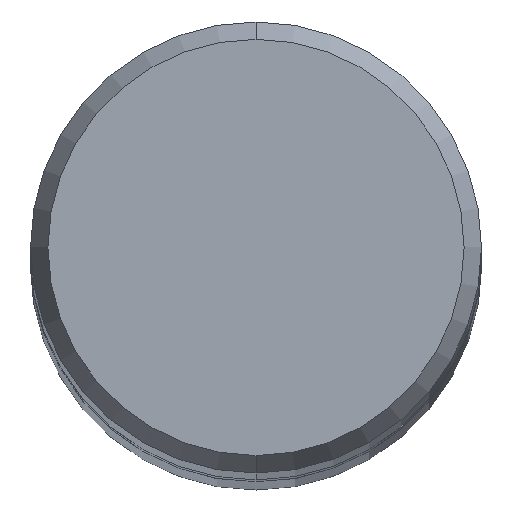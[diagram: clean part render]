
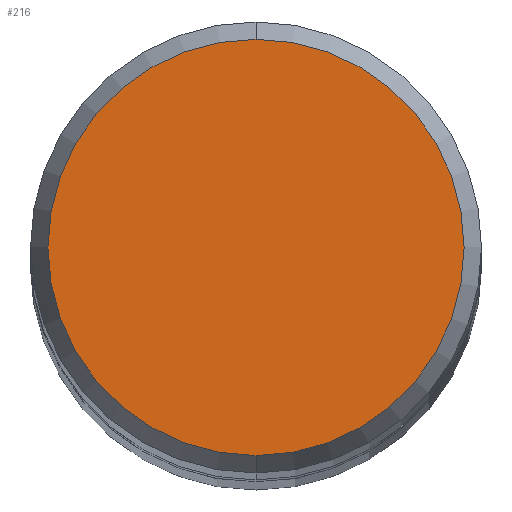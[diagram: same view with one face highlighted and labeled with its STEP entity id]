
A CAD part, top view. The second image highlights one B-rep face of the part: STEP entity #216.
In plain terms, the highlighted planar face has unit normal (0, 0, 1).
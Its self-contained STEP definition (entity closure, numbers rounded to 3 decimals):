
#102=VERTEX_POINT('',#248);
#104=EDGE_CURVE('',#102,#150,#250,.T.);
#150=VERTEX_POINT('',#299);
#164=EDGE_CURVE('',#150,#102,#317,.T.);
#216=ADVANCED_FACE('',(#377),#378,.T.);
#248=CARTESIAN_POINT('',(0.0,2.743,0.0));
#250=CIRCLE('',#406,2.743);
#299=CARTESIAN_POINT('',(0.,-2.743,0.0));
#317=CIRCLE('',#496,2.743);
#377=FACE_OUTER_BOUND('',#566,.T.);
#378=PLANE('',#567);
#406=AXIS2_PLACEMENT_3D('',#587,#588,#589);
#496=AXIS2_PLACEMENT_3D('',#663,#664,#665);
#566=EDGE_LOOP('',(#749,#750));
#567=AXIS2_PLACEMENT_3D('',#751,#752,#753);
#587=CARTESIAN_POINT('',(0.0,0.0,0.0));
#588=DIRECTION('',(0.0,0.0,-1.0));
#589=DIRECTION('',(0.0,1.0,0.0));
#663=CARTESIAN_POINT('',(0.0,0.0,0.0));
#664=DIRECTION('',(0.0,0.0,-1.0));
#665=DIRECTION('',(0.0,1.0,0.0));
#749=ORIENTED_EDGE('',*,*,#104,.F.);
#750=ORIENTED_EDGE('',*,*,#164,.F.);
#751=CARTESIAN_POINT('',(0.0,1.371,0.0));
#752=DIRECTION('',(-0.0,0.0,1.0));
#753=DIRECTION('',(0.0,-1.0,0.0));
